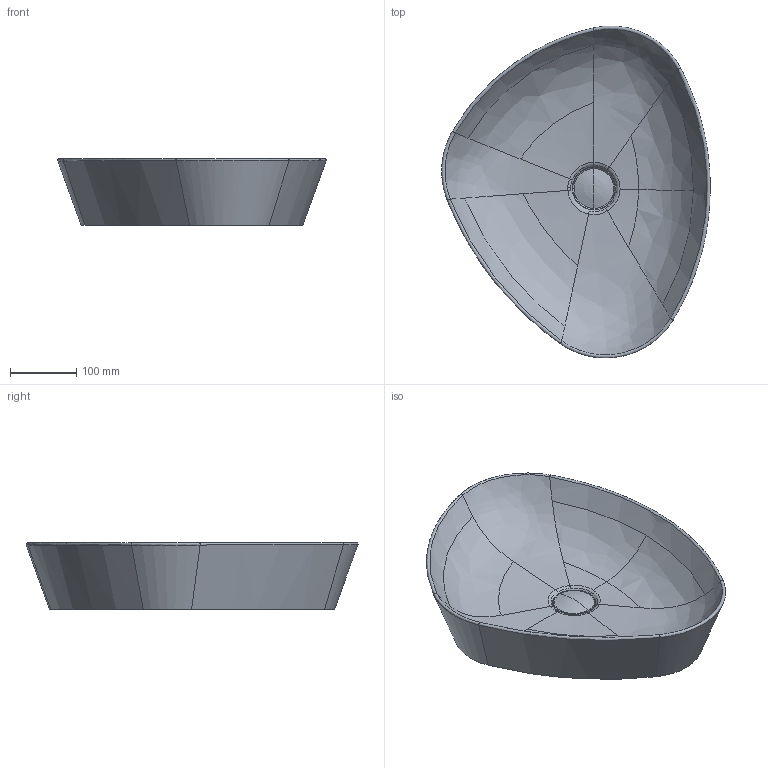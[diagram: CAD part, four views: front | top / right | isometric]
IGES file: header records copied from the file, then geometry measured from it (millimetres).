
Global section: file name: No Iges File Name specified; native system: Autodesk Inventor 2011; preprocessor: AutoDesk Inventor Iges Exporter R2011; author: Administrator; date: 20150520.202221; units: millimetre
Bounding box: 404.12 x 499.73 x 100.34 mm (x, y, z)
Volume: 3607903.9 mm3; surface area: 463301.8 mm2
Topology: 3 solids, 3 shells, 166 faces, 408 edges, 246 vertices
Faces by surface type: bspline 98, plane 28, revolution 17, cylinder 12, torus 7, cone 4
